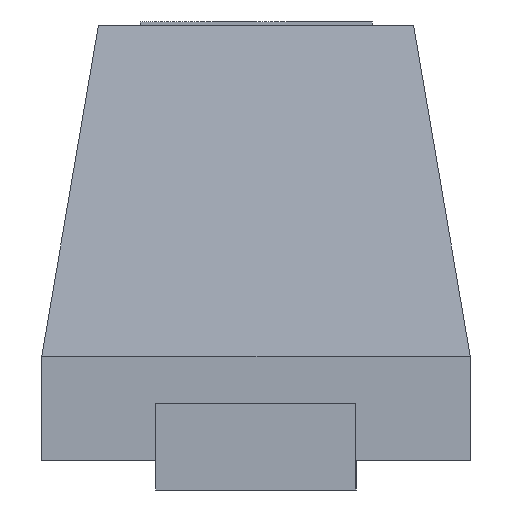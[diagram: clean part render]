
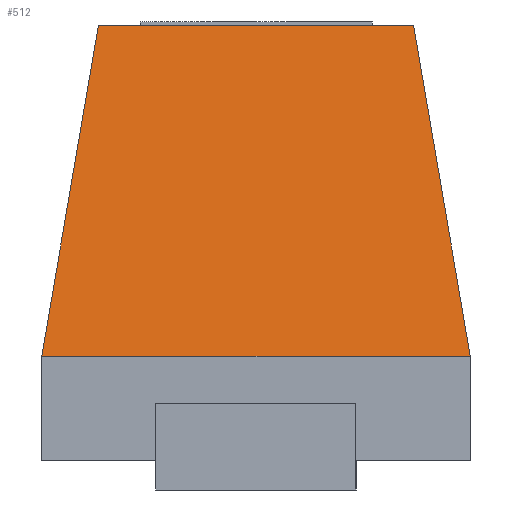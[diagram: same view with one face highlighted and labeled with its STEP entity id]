
A CAD part, left-side view. The second image highlights one B-rep face of the part: STEP entity #512.
In plain terms, the highlighted planar face has unit normal (-0.986, 0, 0.169).
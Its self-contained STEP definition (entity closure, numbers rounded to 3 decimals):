
#32=FACE_OUTER_BOUND('',#64,.T.);
#64=EDGE_LOOP('',(#377,#378,#379,#380));
#100=LINE('',#757,#168);
#107=LINE('',#772,#175);
#111=LINE('',#780,#179);
#112=LINE('',#782,#180);
#168=VECTOR('',#619,10.);
#175=VECTOR('',#630,10.);
#179=VECTOR('',#638,10.);
#180=VECTOR('',#641,0.75);
#230=VERTEX_POINT('',#751);
#232=VERTEX_POINT('',#755);
#238=VERTEX_POINT('',#769);
#240=VERTEX_POINT('',#778);
#280=EDGE_CURVE('',#230,#232,#100,.T.);
#287=EDGE_CURVE('',#238,#230,#107,.T.);
#291=EDGE_CURVE('',#232,#240,#111,.T.);
#292=EDGE_CURVE('',#238,#240,#112,.T.);
#377=ORIENTED_EDGE('',*,*,#292,.F.);
#378=ORIENTED_EDGE('',*,*,#287,.T.);
#379=ORIENTED_EDGE('',*,*,#280,.T.);
#380=ORIENTED_EDGE('',*,*,#291,.T.);
#480=PLANE('',#567);
#512=ADVANCED_FACE('',(#32),#480,.T.);
#567=AXIS2_PLACEMENT_3D('',#781,#639,#640);
#619=DIRECTION('',(0.,1.,0.));
#630=DIRECTION('',(0.167,0.167,0.972));
#638=DIRECTION('',(-0.167,0.167,-0.972));
#639=DIRECTION('center_axis',(-0.986,0.,0.169));
#640=DIRECTION('ref_axis',(0.169,0.,0.986));
#641=DIRECTION('',(0.,1.,0.));
#751=CARTESIAN_POINT('',(-0.751,-0.276,0.813));
#755=CARTESIAN_POINT('',(-0.751,0.276,0.813));
#757=CARTESIAN_POINT('',(-0.751,0.05,0.813));
#769=CARTESIAN_POINT('',(-0.85,-0.375,0.234));
#772=CARTESIAN_POINT('',(-0.84,-0.365,0.295));
#778=CARTESIAN_POINT('',(-0.85,0.375,0.234));
#780=CARTESIAN_POINT('',(-0.826,0.351,0.372));
#781=CARTESIAN_POINT('Origin',(-0.85,0.375,0.234));
#782=CARTESIAN_POINT('',(-0.85,-0.375,0.234));
